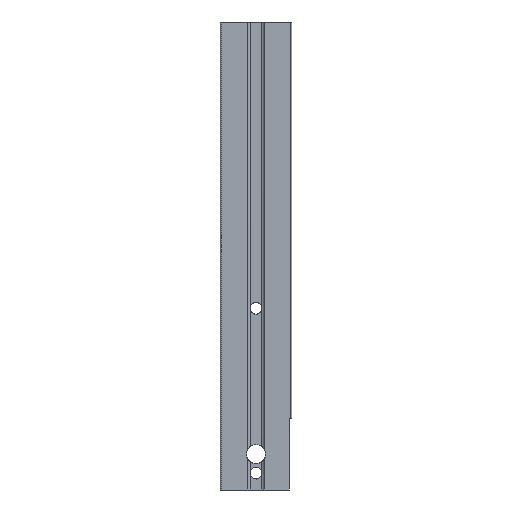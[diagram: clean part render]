
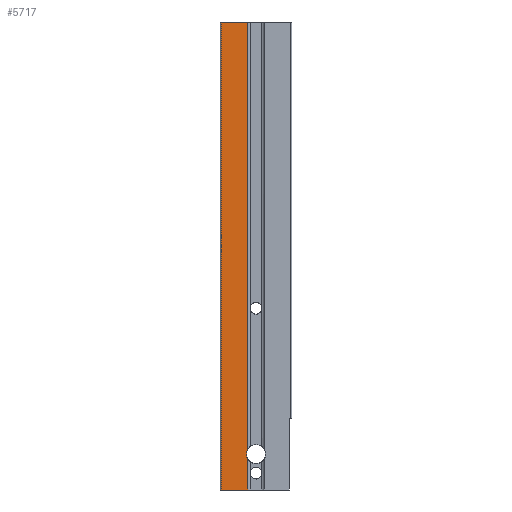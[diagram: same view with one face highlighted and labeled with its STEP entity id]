
A CAD part, front view. The second image highlights one B-rep face of the part: STEP entity #5717.
In plain terms, the highlighted planar face has unit normal (0, -1, 0).
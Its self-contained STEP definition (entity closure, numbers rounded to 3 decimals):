
#77 = ORIENTED_EDGE ( 'NONE', *, *, #6855, .F. ) ;
#241 = CARTESIAN_POINT ( 'NONE',  ( -1.75, -7.5, 98. ) ) ;
#361 = ORIENTED_EDGE ( 'NONE', *, *, #4404, .T. ) ;
#405 = EDGE_CURVE ( 'NONE', #7307, #8260, #5033, .T. ) ;
#517 = DIRECTION ( 'NONE',  ( 0., 1., 0. ) ) ;
#796 = CARTESIAN_POINT ( 'NONE',  ( 0., -7.5, 7.5 ) ) ;
#857 = ORIENTED_EDGE ( 'NONE', *, *, #405, .T. ) ;
#972 = CARTESIAN_POINT ( 'NONE',  ( -1.75, -7.5, 98. ) ) ;
#1076 = VERTEX_POINT ( 'NONE', #2599 ) ;
#1364 = CARTESIAN_POINT ( 'NONE',  ( 0., -7.5, 7.5 ) ) ;
#1411 = CARTESIAN_POINT ( 'NONE',  ( -1.75, -7.5, 6.532 ) ) ;
#1447 = DIRECTION ( 'NONE',  ( -1., 0., 0. ) ) ;
#1870 = CARTESIAN_POINT ( 'NONE',  ( -1.75, -7.5, 98. ) ) ;
#2569 = VECTOR ( 'NONE', #4647, 1000. ) ;
#2599 = CARTESIAN_POINT ( 'NONE',  ( -1.75, -7.5, 0. ) ) ;
#2607 = FACE_OUTER_BOUND ( 'NONE', #5662, .T. ) ;
#2859 = CARTESIAN_POINT ( 'NONE',  ( -7.25, -7.5, 98. ) ) ;
#2947 = AXIS2_PLACEMENT_3D ( 'NONE', #1364, #7024, #4245 ) ;
#3157 = DIRECTION ( 'NONE',  ( 1., 0., 0. ) ) ;
#3199 = CARTESIAN_POINT ( 'NONE',  ( -2., -7.5, 7.5 ) ) ;
#3359 = CARTESIAN_POINT ( 'NONE',  ( -7.25, -7.5, 98. ) ) ;
#3449 = CIRCLE ( 'NONE', #4653, 2. ) ;
#3553 = LINE ( 'NONE', #2859, #4483 ) ;
#3714 = LINE ( 'NONE', #241, #4234 ) ;
#3841 = ORIENTED_EDGE ( 'NONE', *, *, #6334, .T. ) ;
#3996 = VECTOR ( 'NONE', #4600, 1000. ) ;
#4234 = VECTOR ( 'NONE', #6499, 1000. ) ;
#4245 = DIRECTION ( 'NONE',  ( -1., 0., 0. ) ) ;
#4404 = EDGE_CURVE ( 'NONE', #6912, #5702, #3714, .T. ) ;
#4483 = VECTOR ( 'NONE', #5704, 1000. ) ;
#4587 = VECTOR ( 'NONE', #3157, 1000. ) ;
#4600 = DIRECTION ( 'NONE',  ( 0., 0., 1. ) ) ;
#4647 = DIRECTION ( 'NONE',  ( 1., 0., 0. ) ) ;
#4653 = AXIS2_PLACEMENT_3D ( 'NONE', #796, #8518, #1447 ) ;
#4696 = CARTESIAN_POINT ( 'NONE',  ( -7.5, -7.5, 98. ) ) ;
#4795 = AXIS2_PLACEMENT_3D ( 'NONE', #7579, #517, #9009 ) ;
#5033 = CIRCLE ( 'NONE', #2947, 2. ) ;
#5387 = LINE ( 'NONE', #4696, #2569 ) ;
#5662 = EDGE_LOOP ( 'NONE', ( #6359, #857, #3841, #361, #77, #7699, #6531 ) ) ;
#5702 = VERTEX_POINT ( 'NONE', #1870 ) ;
#5704 = DIRECTION ( 'NONE',  ( 0., 0., -1. ) ) ;
#5717 = ADVANCED_FACE ( 'NONE', ( #2607 ), #8275, .F. ) ;
#6000 = EDGE_CURVE ( 'NONE', #7417, #7205, #3553, .T. ) ;
#6209 = CARTESIAN_POINT ( 'NONE',  ( -1.75, -7.5, 8.468 ) ) ;
#6334 = EDGE_CURVE ( 'NONE', #8260, #6912, #3449, .T. ) ;
#6359 = ORIENTED_EDGE ( 'NONE', *, *, #8328, .T. ) ;
#6499 = DIRECTION ( 'NONE',  ( 0., 0., 1. ) ) ;
#6531 = ORIENTED_EDGE ( 'NONE', *, *, #7959, .T. ) ;
#6855 = EDGE_CURVE ( 'NONE', #7417, #5702, #5387, .T. ) ;
#6912 = VERTEX_POINT ( 'NONE', #6209 ) ;
#7024 = DIRECTION ( 'NONE',  ( 0., 1., 0. ) ) ;
#7205 = VERTEX_POINT ( 'NONE', #7413 ) ;
#7307 = VERTEX_POINT ( 'NONE', #1411 ) ;
#7334 = LINE ( 'NONE', #972, #3996 ) ;
#7341 = CARTESIAN_POINT ( 'NONE',  ( -7.5, -7.5, 0. ) ) ;
#7413 = CARTESIAN_POINT ( 'NONE',  ( -7.25, -7.5, 0. ) ) ;
#7417 = VERTEX_POINT ( 'NONE', #3359 ) ;
#7485 = LINE ( 'NONE', #7341, #4587 ) ;
#7579 = CARTESIAN_POINT ( 'NONE',  ( -7.5, -7.5, 98. ) ) ;
#7699 = ORIENTED_EDGE ( 'NONE', *, *, #6000, .T. ) ;
#7959 = EDGE_CURVE ( 'NONE', #7205, #1076, #7485, .T. ) ;
#8260 = VERTEX_POINT ( 'NONE', #3199 ) ;
#8275 = PLANE ( 'NONE',  #4795 ) ;
#8328 = EDGE_CURVE ( 'NONE', #1076, #7307, #7334, .T. ) ;
#8518 = DIRECTION ( 'NONE',  ( 0., 1., 0. ) ) ;
#9009 = DIRECTION ( 'NONE',  ( -1., 0., 0. ) ) ;
